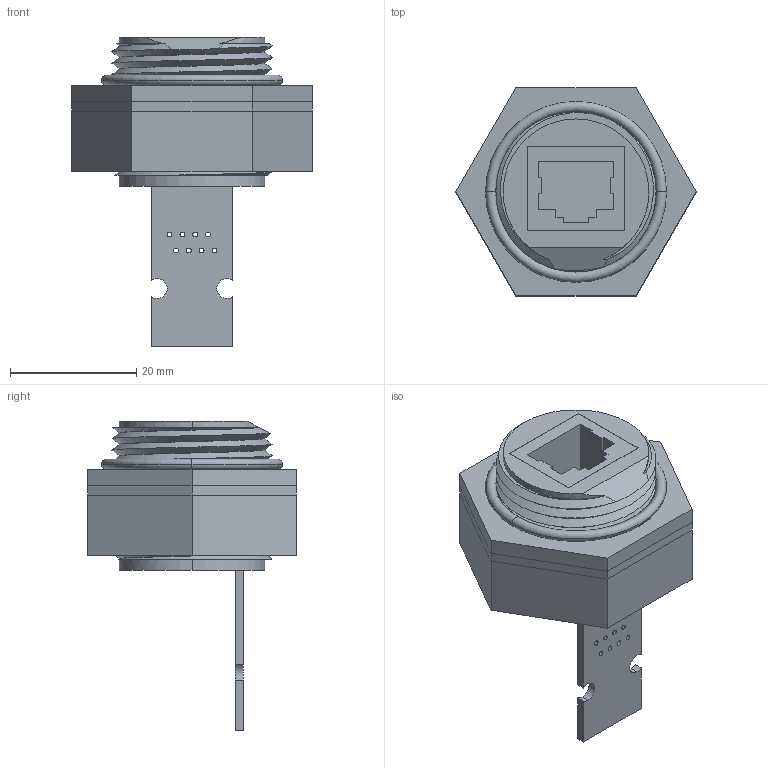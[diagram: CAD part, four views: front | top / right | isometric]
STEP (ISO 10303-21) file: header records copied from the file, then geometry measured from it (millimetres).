
FILE_DESCRIPTION (( 'STEP AP214' ), '1' );
FILE_NAME ('WJR1FB5.STEP', '2007-12-03T20:56:17', ( ' ' ), ( ' ' ), 'SwSTEP 2.0', 'SolidWorks 2007', '' );
FILE_SCHEMA (( 'AUTOMOTIVE_DESIGN' ));
Length unit declared in the file: inch
Products named in the file (1): WJR1FB5
Bounding box: 38.11 x 33 x 49.02 mm (x, y, z)
Volume: 16803.8 mm3; surface area: 10025.4 mm2
Topology: 4 solids, 4 shells, 136 faces, 363 edges, 238 vertices
Faces by surface type: plane 68, cylinder 55, bspline 5, torus 4, cone 4
Entity records: 6882 total; most frequent: CARTESIAN_POINT 3039, ORIENTED_EDGE 726, DIRECTION 670, EDGE_CURVE 363, VERTEX_POINT 238, AXIS2_PLACEMENT_3D 227, VECTOR 216, LINE 216
